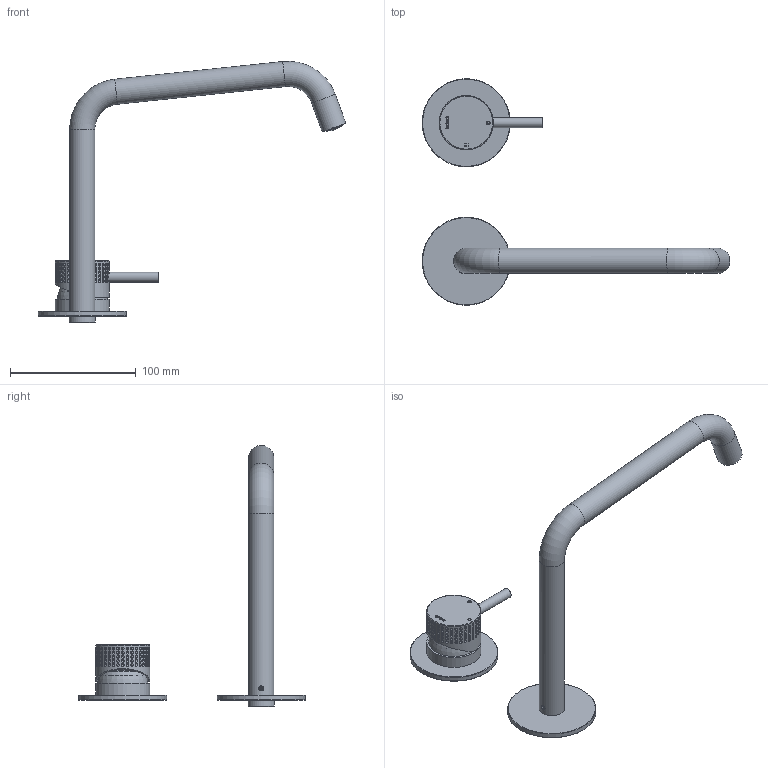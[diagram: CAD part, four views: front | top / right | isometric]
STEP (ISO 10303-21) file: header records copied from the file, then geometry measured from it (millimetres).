
FILE_DESCRIPTION(/* description */ ('Unknown'),/* implementation_level */ '2;1');
FILE_NAME(/* name */ 'AR023D-00 rel1',/* time_stamp */ '2023-12-14T15:10:45+01:00',/* author */ ('Unknown'),/* organization */ ('Unknown'),/* preprocessor_version */ 'ST-DEVELOPER v18.102',/* originating_system */ 'Solid Edge',/* authorisation */ 'Unknown');
FILE_SCHEMA (('AUTOMOTIVE_DESIGN {1 0 10303 214 3 1 1}'));
Length unit declared in the file: millimetre
Products named in the file (16): AR023D-00 rel1; AR031-04; AR124-007_oa_0; AR031-08; AR124-02; AR023-01_oa_1; AR023-02; AR023-04; CB003-002; CB003-002-1; CB003-002-2; CB003-002-3; CB003-002-4; AR023-001; AR023-03; AR004-08
Assembly tree (15 placements, depth 3):
  AR023D-00 rel1
    AR031-04
    AR124-007_oa_0
      AR031-08
      AR124-02
    AR023-01_oa_1
    AR023-02
    AR023-04
    CB003-002
      CB003-002-1
      CB003-002-2
      CB003-002-3
      CB003-002-4
    AR023-001
      AR023-03
      AR004-08
Bounding box: 244.4 x 180 x 207.57 mm (x, y, z)
Volume: 106652.9 mm3; surface area: 78963.6 mm2
Topology: 12 solids, 12 shells, 485 faces, 1429 edges, 992 vertices
Faces by surface type: plane 174, sphere 165, cylinder 71, cone 42, torus 29, bspline 4
Full cylindrical faces by diameter (mm): 0.913 x1, 0.916 x1, 3.242 x1, 4 x1, 4.2 x1, 4.8 x1, 5.1 x1, 6 x1, 7.9 x1, 8.2 x1, 10 x1, 11.027 x2, 12.159 x1, 12.196 x1, 12.45 x1, 13.464 x1, 14.577 x1, 15 x3, 15.033 x1, 15.218 x1, 15.229 x1, 15.417 x2, 16 x1, 16.3 x1, 16.5 x2, 16.75 x1, 16.917 x1, 18 x1, 20 x3, 20.2 x1
Entity records: 16508 total; most frequent: CARTESIAN_POINT 3887, DIRECTION 1796, ORIENTED_EDGE 1540, FACE_BOUND 816, EDGE_LOOP 811, EDGE_CURVE 770, AXIS2_PLACEMENT_3D 750, VERTEX_POINT 624
